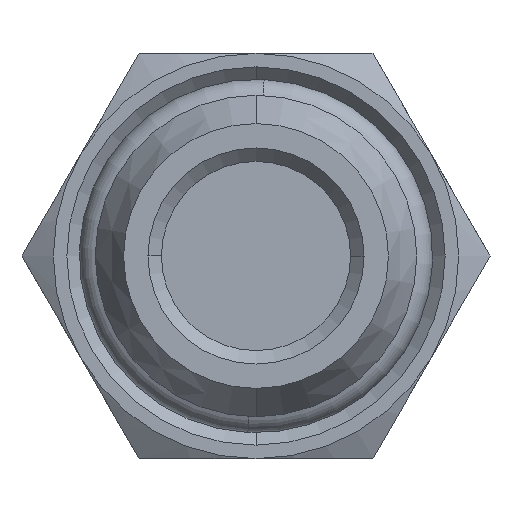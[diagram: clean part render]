
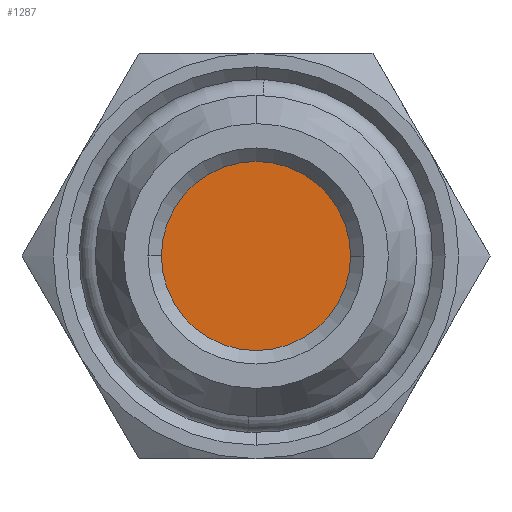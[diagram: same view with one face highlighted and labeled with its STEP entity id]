
A CAD part, front view. The second image highlights one B-rep face of the part: STEP entity #1287.
In plain terms, the highlighted planar face has unit normal (0, -1, 0).
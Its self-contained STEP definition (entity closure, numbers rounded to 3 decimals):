
#1182 = EDGE_LOOP ( 'NONE', ( #20528, #20527 ) ) ;
#1287 = ADVANCED_FACE ( 'NONE', ( #13950 ), #14080, .T. ) ;
#3107 = VERTEX_POINT ( 'NONE', #14893 ) ;
#3108 = VERTEX_POINT ( 'NONE', #14894 ) ;
#7658 = EDGE_CURVE ( 'NONE', #3107, #3108, #8338, .T. ) ;
#7746 = EDGE_CURVE ( 'NONE', #3108, #3107, #10366, .T. ) ;
#7938 = AXIS2_PLACEMENT_3D ( 'NONE', #9062, #9063, #9064 ) ;
#7976 = AXIS2_PLACEMENT_3D ( 'NONE', #16901, #16902, #16903 ) ;
#8338 = CIRCLE ( 'NONE', #7938, 3.5 ) ;
#9062 = CARTESIAN_POINT ( 'NONE',  ( 0., 1.819, 0. ) ) ;
#9063 = DIRECTION ( 'NONE',  ( 0., -1., 0. ) ) ;
#9064 = DIRECTION ( 'NONE',  ( 1., 0., 0. ) ) ;
#10366 = CIRCLE ( 'NONE', #7976, 3.5 ) ;
#13950 = FACE_OUTER_BOUND ( 'NONE', #1182, .T. ) ;
#14080 = PLANE ( 'NONE',  #15839 ) ;
#14088 = CARTESIAN_POINT ( 'NONE',  ( 0., 1.819, 0. ) ) ;
#14089 = DIRECTION ( 'NONE',  ( 0., -1., 0. ) ) ;
#14090 = DIRECTION ( 'NONE',  ( 1., 0., 0. ) ) ;
#14893 = CARTESIAN_POINT ( 'NONE',  ( 3.5, 1.819, 0. ) ) ;
#14894 = CARTESIAN_POINT ( 'NONE',  ( -3.5, 1.819, 0. ) ) ;
#15839 = AXIS2_PLACEMENT_3D ( 'NONE', #14088, #14089, #14090 ) ;
#16901 = CARTESIAN_POINT ( 'NONE',  ( 0., 1.819, 0. ) ) ;
#16902 = DIRECTION ( 'NONE',  ( 0., -1., 0. ) ) ;
#16903 = DIRECTION ( 'NONE',  ( 1., 0., 0. ) ) ;
#20527 = ORIENTED_EDGE ( 'NONE', *, *, #7658, .T. ) ;
#20528 = ORIENTED_EDGE ( 'NONE', *, *, #7746, .T. ) ;
